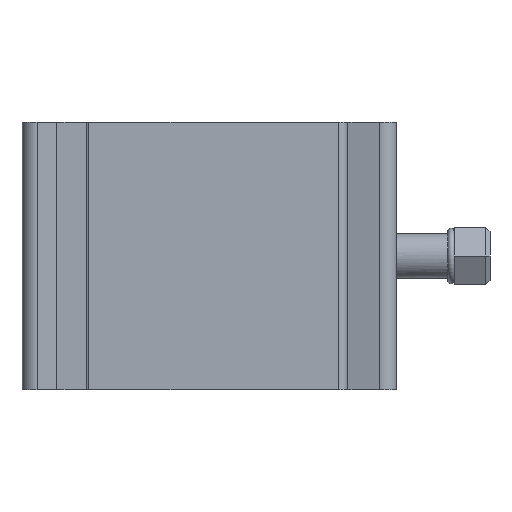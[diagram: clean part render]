
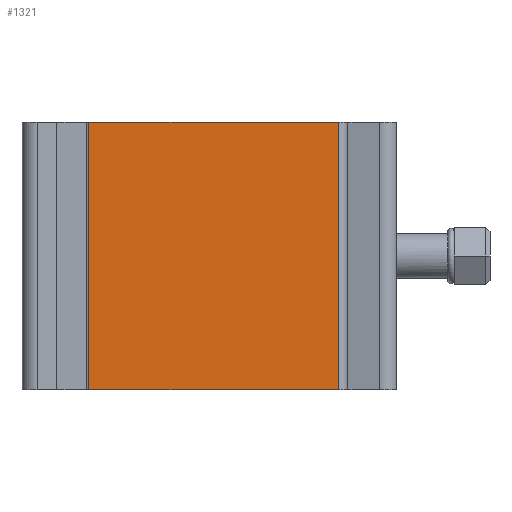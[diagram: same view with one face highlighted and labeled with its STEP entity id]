
A CAD part, front view. The second image highlights one B-rep face of the part: STEP entity #1321.
In plain terms, the highlighted planar face has unit normal (0, -1, 0).
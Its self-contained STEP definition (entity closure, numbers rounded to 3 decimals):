
#95=FACE_OUTER_BOUND('',#168,.T.);
#168=EDGE_LOOP('',(#1009,#1010,#1011,#1012));
#340=LINE('',#2167,#461);
#341=LINE('',#2171,#462);
#342=LINE('',#2173,#463);
#343=LINE('',#2174,#464);
#461=VECTOR('',#1783,60.);
#462=VECTOR('',#1788,56.);
#463=VECTOR('',#1789,60.);
#464=VECTOR('',#1790,56.);
#586=VERTEX_POINT('',#2164);
#587=VERTEX_POINT('',#2166);
#588=VERTEX_POINT('',#2170);
#589=VERTEX_POINT('',#2172);
#747=EDGE_CURVE('',#587,#586,#340,.T.);
#749=EDGE_CURVE('',#586,#588,#341,.T.);
#750=EDGE_CURVE('',#589,#588,#342,.T.);
#751=EDGE_CURVE('',#587,#589,#343,.T.);
#1009=ORIENTED_EDGE('',*,*,#749,.T.);
#1010=ORIENTED_EDGE('',*,*,#750,.F.);
#1011=ORIENTED_EDGE('',*,*,#751,.F.);
#1012=ORIENTED_EDGE('',*,*,#747,.T.);
#1189=PLANE('',#1461);
#1321=ADVANCED_FACE('',(#95),#1189,.T.);
#1461=AXIS2_PLACEMENT_3D('',#2169,#1786,#1787);
#1783=DIRECTION('',(0.,0.,1.));
#1786=DIRECTION('center_axis',(0.,-1.,0.));
#1787=DIRECTION('ref_axis',(0.,0.,-1.));
#1788=DIRECTION('',(-1.,0.,0.));
#1789=DIRECTION('',(0.,0.,1.));
#1790=DIRECTION('',(-1.,0.,0.));
#2164=CARTESIAN_POINT('',(307.689,193.984,151.851));
#2166=CARTESIAN_POINT('',(307.689,193.984,91.851));
#2167=CARTESIAN_POINT('',(307.689,193.984,91.851));
#2169=CARTESIAN_POINT('Origin',(307.689,193.984,91.851));
#2170=CARTESIAN_POINT('',(251.689,193.984,151.851));
#2171=CARTESIAN_POINT('',(307.689,193.984,151.851));
#2172=CARTESIAN_POINT('',(251.689,193.984,91.851));
#2173=CARTESIAN_POINT('',(251.689,193.984,91.851));
#2174=CARTESIAN_POINT('',(307.689,193.984,91.851));
